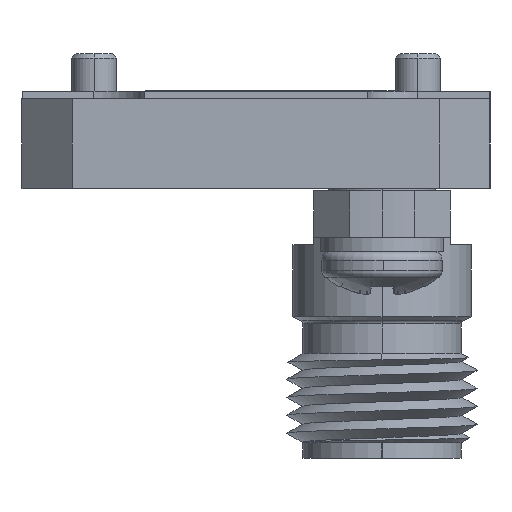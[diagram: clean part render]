
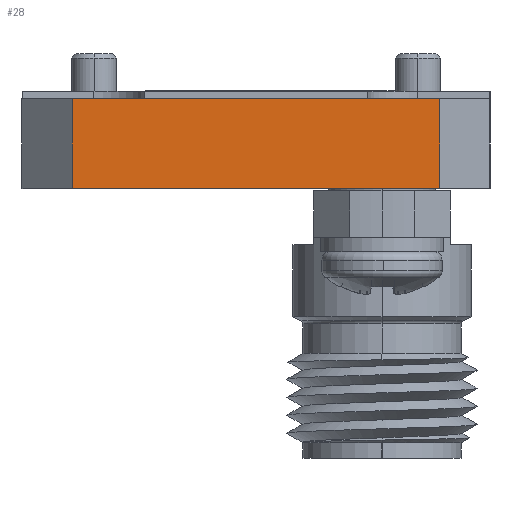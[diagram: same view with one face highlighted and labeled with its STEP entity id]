
A CAD part, left-side view. The second image highlights one B-rep face of the part: STEP entity #28.
In plain terms, the highlighted planar face has unit normal (-1, 0, 0).
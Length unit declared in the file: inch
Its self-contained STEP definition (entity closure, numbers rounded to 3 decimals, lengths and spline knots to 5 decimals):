
#28 = ADVANCED_FACE ( 'NONE', ( #2706 ), #4861, .F. ) ;
#46 = CARTESIAN_POINT ( 'NONE',  ( -2.25, 0.43, -0.01 ) ) ;
#175 = EDGE_CURVE ( 'NONE', #5395, #646, #2803, .T. ) ;
#410 = EDGE_LOOP ( 'NONE', ( #2225, #6942, #6254, #7914 ) ) ;
#646 = VERTEX_POINT ( 'NONE', #2411 ) ;
#1160 = CARTESIAN_POINT ( 'NONE',  ( -2.25, 0.43, -0.135 ) ) ;
#1187 = CARTESIAN_POINT ( 'NONE',  ( -2.25, 0.43, -0.01 ) ) ;
#1275 = EDGE_CURVE ( 'NONE', #6873, #7316, #6007, .T. ) ;
#1644 = EDGE_CURVE ( 'NONE', #6873, #5395, #6302, .T. ) ;
#1834 = VECTOR ( 'NONE', #5998, 39.37008 ) ;
#1843 = DIRECTION ( 'NONE',  ( 0., 1., 0. ) ) ;
#2101 = AXIS2_PLACEMENT_3D ( 'NONE', #7271, #2443, #1843 ) ;
#2225 = ORIENTED_EDGE ( 'NONE', *, *, #175, .T. ) ;
#2311 = CARTESIAN_POINT ( 'NONE',  ( -2.25, -0.08, -0.01 ) ) ;
#2411 = CARTESIAN_POINT ( 'NONE',  ( -2.25, -0.08, -0.135 ) ) ;
#2443 = DIRECTION ( 'NONE',  ( 1., 0., 0. ) ) ;
#2706 = FACE_OUTER_BOUND ( 'NONE', #410, .T. ) ;
#2803 = LINE ( 'NONE', #3167, #4955 ) ;
#3167 = CARTESIAN_POINT ( 'NONE',  ( -2.25, 0.5, -0.135 ) ) ;
#3315 = DIRECTION ( 'NONE',  ( 0., -1., 0. ) ) ;
#4460 = EDGE_CURVE ( 'NONE', #646, #7316, #5060, .T. ) ;
#4861 = PLANE ( 'NONE',  #2101 ) ;
#4955 = VECTOR ( 'NONE', #6853, 39.37008 ) ;
#5060 = LINE ( 'NONE', #2311, #1834 ) ;
#5395 = VERTEX_POINT ( 'NONE', #1160 ) ;
#5818 = VECTOR ( 'NONE', #3315, 39.37008 ) ;
#5998 = DIRECTION ( 'NONE',  ( 0., 0., 1. ) ) ;
#6007 = LINE ( 'NONE', #6974, #5818 ) ;
#6144 = CARTESIAN_POINT ( 'NONE',  ( -2.25, -0.08, -0.01 ) ) ;
#6245 = DIRECTION ( 'NONE',  ( 0., 0., -1. ) ) ;
#6254 = ORIENTED_EDGE ( 'NONE', *, *, #1275, .F. ) ;
#6302 = LINE ( 'NONE', #46, #6514 ) ;
#6514 = VECTOR ( 'NONE', #6245, 39.37008 ) ;
#6853 = DIRECTION ( 'NONE',  ( 0., -1., 0. ) ) ;
#6873 = VERTEX_POINT ( 'NONE', #1187 ) ;
#6942 = ORIENTED_EDGE ( 'NONE', *, *, #4460, .T. ) ;
#6974 = CARTESIAN_POINT ( 'NONE',  ( -2.25, 0.5, -0.01 ) ) ;
#7271 = CARTESIAN_POINT ( 'NONE',  ( -2.25, 0.5, -0.01 ) ) ;
#7316 = VERTEX_POINT ( 'NONE', #6144 ) ;
#7914 = ORIENTED_EDGE ( 'NONE', *, *, #1644, .T. ) ;
